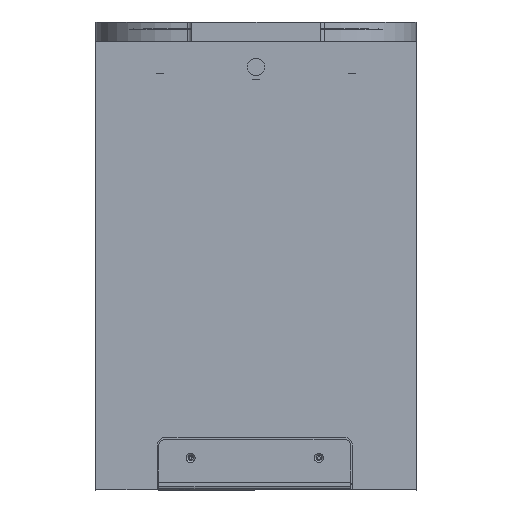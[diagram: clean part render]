
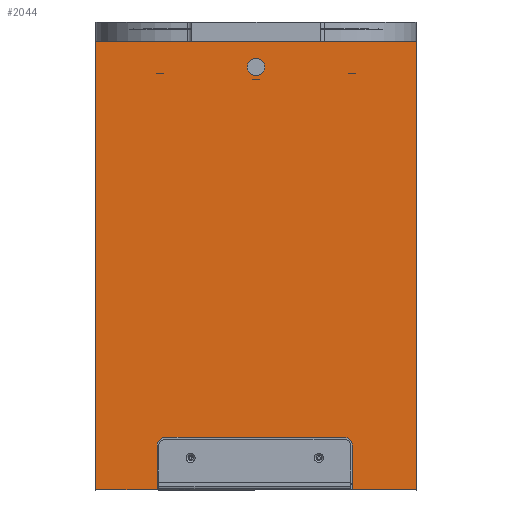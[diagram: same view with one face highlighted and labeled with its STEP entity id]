
A CAD part, left-side view. The second image highlights one B-rep face of the part: STEP entity #2044.
In plain terms, the highlighted planar face has unit normal (-1, 0, 0).
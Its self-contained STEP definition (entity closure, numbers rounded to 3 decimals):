
#1418=CARTESIAN_POINT('',(-649.5,-125.0,-365.0));
#1419=VERTEX_POINT('',#1418);
#1420=CARTESIAN_POINT('',(-649.5,-75.0,-365.0));
#1421=VERTEX_POINT('',#1420);
#1422=CARTESIAN_POINT('',(-649.5,-125.0,-365.0));
#1423=DIRECTION('',(0.0,1.0,0.0));
#1424=VECTOR('',#1423,50.0);
#1425=LINE('',#1422,#1424);
#1426=EDGE_CURVE('',#1419,#1421,#1425,.T.);
#1444=CARTESIAN_POINT('',(-649.5,77.0,-365.0));
#1445=VERTEX_POINT('',#1444);
#1452=CARTESIAN_POINT('',(-649.5,125.0,-365.0));
#1453=VERTEX_POINT('',#1452);
#1454=CARTESIAN_POINT('',(-649.5,77.0,-365.0));
#1455=DIRECTION('',(0.0,1.0,0.0));
#1456=VECTOR('',#1455,48.0);
#1457=LINE('',#1454,#1456);
#1458=EDGE_CURVE('',#1445,#1453,#1457,.T.);
#1490=CARTESIAN_POINT('',(-649.5,125.0,-15.0));
#1491=VERTEX_POINT('',#1490);
#1492=CARTESIAN_POINT('',(-649.5,125.0,-365.0));
#1493=DIRECTION('',(0.0,0.0,1.0));
#1494=VECTOR('',#1493,350.0);
#1495=LINE('',#1492,#1494);
#1496=EDGE_CURVE('',#1453,#1491,#1495,.T.);
#1521=CARTESIAN_POINT('',(-649.5,-125.0,-15.0));
#1522=VERTEX_POINT('',#1521);
#1523=CARTESIAN_POINT('',(-649.5,125.0,-15.0));
#1524=DIRECTION('',(0.0,-1.0,0.0));
#1525=VECTOR('',#1524,250.0);
#1526=LINE('',#1523,#1525);
#1527=EDGE_CURVE('',#1491,#1522,#1526,.T.);
#1612=CARTESIAN_POINT('',(-649.5,-125.0,-15.0));
#1613=DIRECTION('',(0.0,0.0,-1.0));
#1614=VECTOR('',#1613,350.0);
#1615=LINE('',#1612,#1614);
#1616=EDGE_CURVE('',#1522,#1419,#1615,.T.);
#1910=CARTESIAN_POINT('',(-649.5,6.75,-35.0));
#1911=VERTEX_POINT('',#1910);
#1918=CARTESIAN_POINT('',(-649.5,-6.75,-35.0));
#1919=VERTEX_POINT('',#1918);
#1920=CARTESIAN_POINT('',(-649.5,0.0,-35.0));
#1921=DIRECTION('',(-1.0,0.0,0.));
#1922=DIRECTION('',(0.0,1.0,0.0));
#1923=AXIS2_PLACEMENT_3D('',#1920,#1921,#1922);
#1924=CIRCLE('',#1923,6.75);
#1925=EDGE_CURVE('',#1911,#1919,#1924,.T.);
#1927=CARTESIAN_POINT('',(-649.5,0.0,-35.0));
#1928=DIRECTION('',(-1.0,0.0,0.));
#1929=DIRECTION('',(0.0,1.0,0.0));
#1930=AXIS2_PLACEMENT_3D('',#1927,#1928,#1929);
#1931=CIRCLE('',#1930,6.75);
#1932=EDGE_CURVE('',#1919,#1911,#1931,.T.);
#1961=CARTESIAN_POINT('',(-649.5,77.0,-330.0));
#1962=VERTEX_POINT('',#1961);
#1980=CARTESIAN_POINT('',(-649.5,71.0,-324.0));
#1981=VERTEX_POINT('',#1980);
#1988=CARTESIAN_POINT('',(-649.5,71.0,-330.0));
#1989=DIRECTION('',(1.0,0.0,0.));
#1990=DIRECTION('',(0.0,1.0,0.0));
#1991=AXIS2_PLACEMENT_3D('',#1988,#1989,#1990);
#1992=CIRCLE('',#1991,6.0);
#1993=EDGE_CURVE('',#1962,#1981,#1992,.T.);
#1998=CARTESIAN_POINT('',(-649.5,-150.,-400.));
#1999=DIRECTION('',(1.0,0.0,0.0));
#2000=DIRECTION('',(0.0,1.0,0.0));
#2001=AXIS2_PLACEMENT_3D('',#1998,#1999,#2000);
#2002=PLANE('',#2001);
#2003=ORIENTED_EDGE('',*,*,#1458,.F.);
#2004=CARTESIAN_POINT('',(-649.5,77.0,-365.0));
#2005=DIRECTION('',(0.0,0.0,1.0));
#2006=VECTOR('',#2005,35.0);
#2007=LINE('',#2004,#2006);
#2008=EDGE_CURVE('',#1445,#1962,#2007,.T.);
#2009=ORIENTED_EDGE('',*,*,#2008,.T.);
#2010=ORIENTED_EDGE('',*,*,#1993,.T.);
#2011=CARTESIAN_POINT('',(-649.5,-69.0,-324.0));
#2012=VERTEX_POINT('',#2011);
#2013=CARTESIAN_POINT('',(-649.5,71.0,-324.0));
#2014=DIRECTION('',(0.0,-1.0,0.0));
#2015=VECTOR('',#2014,140.0);
#2016=LINE('',#2013,#2015);
#2017=EDGE_CURVE('',#1981,#2012,#2016,.T.);
#2018=ORIENTED_EDGE('',*,*,#2017,.T.);
#2019=CARTESIAN_POINT('',(-649.5,-75.0,-330.0));
#2020=VERTEX_POINT('',#2019);
#2021=CARTESIAN_POINT('',(-649.5,-69.0,-330.0));
#2022=DIRECTION('',(1.0,0.0,0.));
#2023=DIRECTION('',(0.,0.0,1.0));
#2024=AXIS2_PLACEMENT_3D('',#2021,#2022,#2023);
#2025=CIRCLE('',#2024,6.0);
#2026=EDGE_CURVE('',#2012,#2020,#2025,.T.);
#2027=ORIENTED_EDGE('',*,*,#2026,.T.);
#2028=CARTESIAN_POINT('',(-649.5,-75.0,-330.0));
#2029=DIRECTION('',(0.0,0.0,-1.0));
#2030=VECTOR('',#2029,35.0);
#2031=LINE('',#2028,#2030);
#2032=EDGE_CURVE('',#2020,#1421,#2031,.T.);
#2033=ORIENTED_EDGE('',*,*,#2032,.T.);
#2034=ORIENTED_EDGE('',*,*,#1426,.F.);
#2035=ORIENTED_EDGE('',*,*,#1616,.F.);
#2036=ORIENTED_EDGE('',*,*,#1527,.F.);
#2037=ORIENTED_EDGE('',*,*,#1496,.F.);
#2038=EDGE_LOOP('',(#2003,#2009,#2010,#2018,#2027,#2033,#2034,#2035,#2036,#2037));
#2039=FACE_OUTER_BOUND('',#2038,.T.);
#2040=ORIENTED_EDGE('',*,*,#1932,.F.);
#2041=ORIENTED_EDGE('',*,*,#1925,.F.);
#2042=EDGE_LOOP('',(#2040,#2041));
#2043=FACE_BOUND('',#2042,.T.);
#2044=ADVANCED_FACE('',(#2039,#2043),#2002,.F.);
